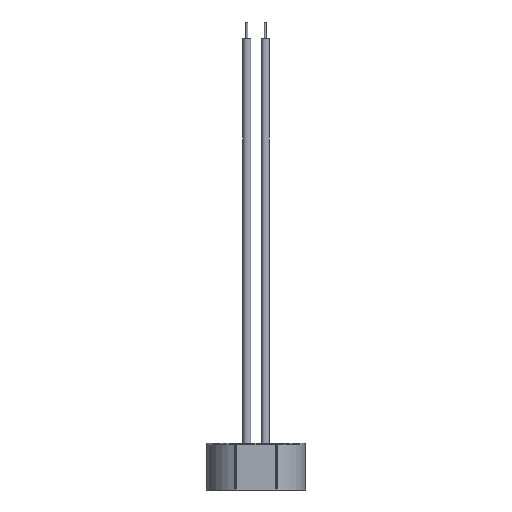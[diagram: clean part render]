
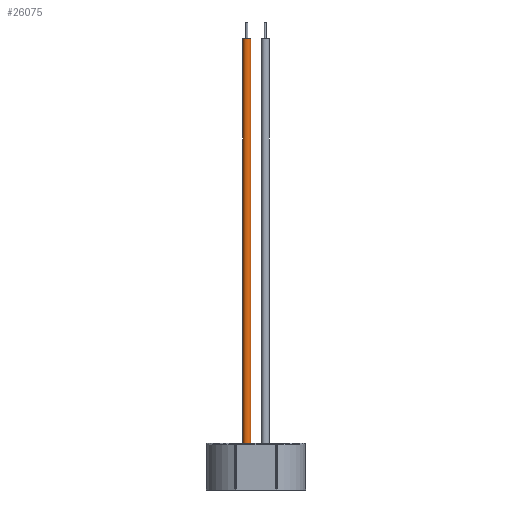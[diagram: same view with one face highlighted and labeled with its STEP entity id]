
A CAD part, front view. The second image highlights one B-rep face of the part: STEP entity #26075.
In plain terms, the highlighted cylindrical face has radius 0.991 mm (diameter 1.981 mm), a partial arc.
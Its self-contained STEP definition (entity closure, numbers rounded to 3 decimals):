
#562 = EDGE_CURVE ( 'NONE', #7352, #32138, #29001, .T. ) ;
#1959 = DIRECTION ( 'NONE',  ( 0., 0., 1. ) ) ;
#2890 = EDGE_CURVE ( 'NONE', #7627, #32138, #35343, .T. ) ;
#2955 = VERTEX_POINT ( 'NONE', #27415 ) ;
#5988 = CARTESIAN_POINT ( 'NONE',  ( -1.194, -14.677, 96. ) ) ;
#7352 = VERTEX_POINT ( 'NONE', #5988 ) ;
#7627 = VERTEX_POINT ( 'NONE', #8871 ) ;
#8871 = CARTESIAN_POINT ( 'NONE',  ( -3.175, -14.677, 0. ) ) ;
#9516 = CARTESIAN_POINT ( 'NONE',  ( -1.194, -14.677, 96. ) ) ;
#9868 = EDGE_CURVE ( 'NONE', #2955, #7352, #35477, .T. ) ;
#10507 = CARTESIAN_POINT ( 'NONE',  ( -2.184, -14.677, 0. ) ) ;
#10652 = VECTOR ( 'NONE', #23153, 1000. ) ;
#10689 = DIRECTION ( 'NONE',  ( 0., 0., 1. ) ) ;
#10731 = AXIS2_PLACEMENT_3D ( 'NONE', #10507, #10689, #30865 ) ;
#10939 = DIRECTION ( 'NONE',  ( 1., 0., 0. ) ) ;
#13447 = FACE_OUTER_BOUND ( 'NONE', #19283, .T. ) ;
#14813 = ORIENTED_EDGE ( 'NONE', *, *, #30943, .T. ) ;
#15476 = ORIENTED_EDGE ( 'NONE', *, *, #9868, .F. ) ;
#16385 = DIRECTION ( 'NONE',  ( 0., 0., -1. ) ) ;
#16398 = DIRECTION ( 'NONE',  ( -1., 0., 0. ) ) ;
#18756 = ORIENTED_EDGE ( 'NONE', *, *, #562, .F. ) ;
#18983 = AXIS2_PLACEMENT_3D ( 'NONE', #19501, #30684, #16398 ) ;
#19283 = EDGE_LOOP ( 'NONE', ( #18756, #15476, #14813, #28463 ) ) ;
#19436 = CARTESIAN_POINT ( 'NONE',  ( -1.194, -14.677, 0. ) ) ;
#19501 = CARTESIAN_POINT ( 'NONE',  ( -2.184, -14.677, 96. ) ) ;
#19662 = VECTOR ( 'NONE', #16385, 1000. ) ;
#23153 = DIRECTION ( 'NONE',  ( 0., 0., -1. ) ) ;
#23195 = AXIS2_PLACEMENT_3D ( 'NONE', #30551, #1959, #10939 ) ;
#26075 = ADVANCED_FACE ( 'NONE', ( #13447 ), #35828, .T. ) ;
#27415 = CARTESIAN_POINT ( 'NONE',  ( -3.175, -14.677, 96. ) ) ;
#28463 = ORIENTED_EDGE ( 'NONE', *, *, #2890, .T. ) ;
#29001 = LINE ( 'NONE', #9516, #10652 ) ;
#30551 = CARTESIAN_POINT ( 'NONE',  ( -2.184, -14.677, 96. ) ) ;
#30684 = DIRECTION ( 'NONE',  ( 0., 0., -1. ) ) ;
#30865 = DIRECTION ( 'NONE',  ( 1., 0., 0. ) ) ;
#30943 = EDGE_CURVE ( 'NONE', #2955, #7627, #33431, .T. ) ;
#32138 = VERTEX_POINT ( 'NONE', #19436 ) ;
#33431 = LINE ( 'NONE', #36001, #19662 ) ;
#35343 = CIRCLE ( 'NONE', #10731, 0.991 ) ;
#35477 = CIRCLE ( 'NONE', #23195, 0.991 ) ;
#35828 = CYLINDRICAL_SURFACE ( 'NONE', #18983, 0.991 ) ;
#36001 = CARTESIAN_POINT ( 'NONE',  ( -3.175, -14.677, 96. ) ) ;
